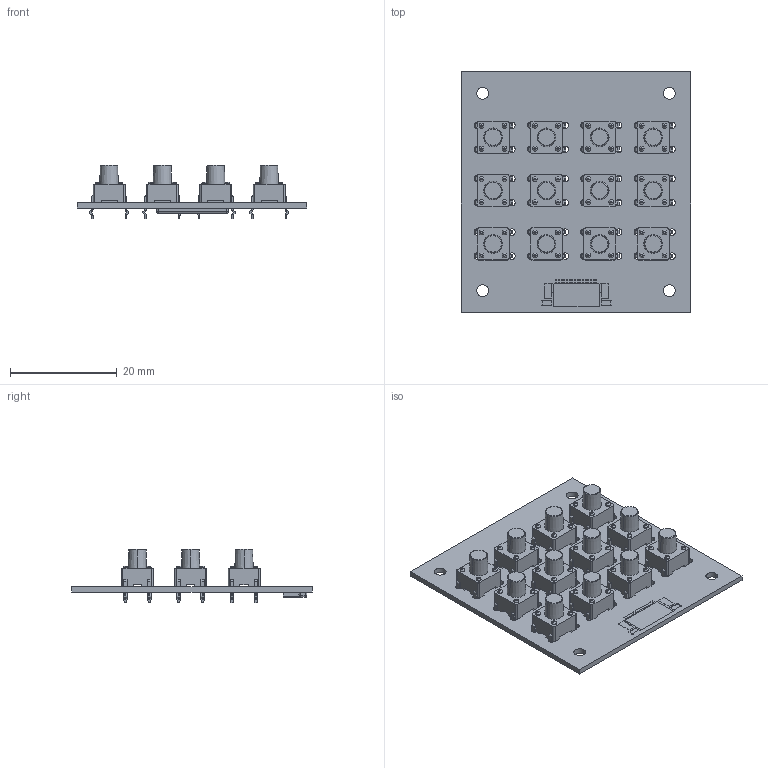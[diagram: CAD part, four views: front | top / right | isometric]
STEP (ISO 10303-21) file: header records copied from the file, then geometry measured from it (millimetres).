
FILE_DESCRIPTION(('Open CASCADE Model'),'2;1');
FILE_NAME('Open CASCADE Shape Model','2021-07-28T17:35:12',('Author'),( 'Open CASCADE'),'Open CASCADE STEP processor 6.8','Open CASCADE 6.8' ,'Unknown');
FILE_SCHEMA(('AUTOMOTIVE_DESIGN { 1 0 10303 214 1 1 1 1 }'));
Length unit declared in the file: millimetre
Products named in the file (18): PCB; Board; Open CASCADE STEP translator 6.8 2.1.1; K12; tc-1102-x-g-x_RGB6710886; K11; K10; K9; K8; K7; K6; K5; K4; K3; K2; K1; J1; 16r9533_1-1734592-6
Assembly tree (28 placements, depth 3):
  PCB
    Board
      Open CASCADE STEP translator 6.8 2.1.1
    K12
      tc-1102-x-g-x_RGB6710886
    K11
      tc-1102-x-g-x_RGB6710886
    K10
      tc-1102-x-g-x_RGB6710886
    K9
      tc-1102-x-g-x_RGB6710886
    K8
      tc-1102-x-g-x_RGB6710886
    K7
      tc-1102-x-g-x_RGB6710886
    K6
      tc-1102-x-g-x_RGB6710886
    K5
      tc-1102-x-g-x_RGB6710886
    K4
      tc-1102-x-g-x_RGB6710886
    K3
      tc-1102-x-g-x_RGB6710886
    K2
      tc-1102-x-g-x_RGB6710886
    K1
      tc-1102-x-g-x_RGB6710886
    J1
      16r9533_1-1734592-6
Bounding box: 43 x 45 x 10 mm (x, y, z)
Volume: 3801.1 mm3; surface area: 7153.9 mm2
Topology: 14 solids, 14 shells, 7098 faces, 20024 edges, 13260 vertices
Faces by surface type: plane 6368, cylinder 578, bspline 96, cone 24, torus 24, sphere 8
Full cylindrical faces by diameter (mm): 1.2 x48, 2.2 x4
Entity records: 36760 total; most frequent: CARTESIAN_POINT 5824, ORIENTED_EDGE 5464, DIRECTION 4994, EDGE_CURVE 2732, LINE 2410, VECTOR 2410, VERTEX_POINT 1798, AXIS2_PLACEMENT_3D 1292
